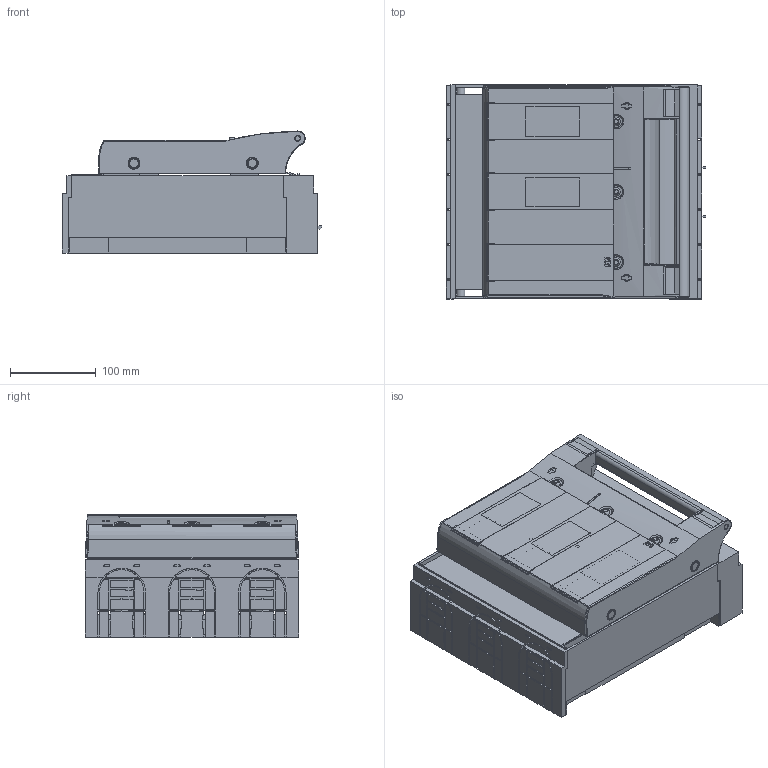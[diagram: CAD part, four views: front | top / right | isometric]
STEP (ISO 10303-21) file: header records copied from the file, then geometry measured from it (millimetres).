
FILE_DESCRIPTION((''),'2;1');
FILE_NAME('KETO-3-3_F_ASM','2021-03-29T',('marketing.praksa'),('Audax d.o.o.'),'CREO PARAMETRIC BY PTC INC, 2017480','CREO PARAMETRIC BY PTC INC, 2017480','');
FILE_SCHEMA(('AUTOMOTIVE_DESIGN { 1 0 10303 214 1 1 1 1 }'));
Products named in the file (55): 34206_L01_FRONTPLATTE_GR3_3-P_1; ETI_LOGO_1_1_1_1_1_1_1_2_3_4__8; ETI_LOGO_2_1_1_1_1_1_1_2_3_4__9; ETI_LOGO_3_1_1_1_1_1_1_2_3_4__9; 34208_L01_SCHEIBE_GR1_1_2_3_4_1; ASM0089_ASM; HAUPTKOERPER_NICHT_BENUTZ-25954; HAUPTKOERPER_NICHT_BENUTZ-26367; HAUPTKOERPER_NICHT_BENUTZ-26504; HAUPTKOERPER_NICHT_BENUTZ-26641; HAUPTKOERPER_NICHT_BENUTZ-26816; HAUPTKOERPER_NICHT_BENUTZ-26986; HAUPTKOERPER_NICHT_BENUTZ-27133; HAUPTKOERPER_NICHT_BENUTZ-27270; HAUPTKOERPER_NICHT_BENUTZ-27656; HAUPTKOERPER_NICHT_BENUTZ-27783; HAUPTKOERPER_NICHT_BENUTZ-27910; HAUPTKOERPER_NICHT_BENUTZ-28080; HAUPTKOERPER_NICHT_BENUTZ-28245; HAUPTKOERPER_NICHT_BENUTZ-28372; HAUPTKOERPER_NICHT_BENUTZ-28499; HAUPTKOERPER_NICHT_BENUTZ-28885; HAUPTKOERPER_NICHT_BENUTZ-29012; HAUPTKOERPER_NICHT_BENUTZ-29139; HAUPTKOERPER_NICHT_BENUTZ-29309; HAUPTKOERPER_NICHT_BENUTZEN_20; HAUPTKOERPER_NICHT_BENUTZEN_21; HAUPTKOERPER_NICHT_BENUTZEN_22; 34246_L_SCHUTZABDECKUNG_OBEN_GR_ASM; HAUPTKOERPER_NICHT_BENUTZ-35636; HAUPTKOERPER_NICHT_BENUTZ-43076; HAUPTKOERPER_NICHT_BENUTZ-43446; HAUPTKOERPER_NICHT_BENUTZ-43588; HAUPTKOERPER_NICHT_BENUTZ-43979; HAUPTKOERPER_NICHT_BENUTZ-44238; HAUPTKOERPER_NICHT_BENUTZ-44533; HAUPTKOERPER_NICHT_BENUTZ-45500; HAUPTKOERPER_NICHT_BENUTZ-45855; HAUPTKOERPER_NICHT_BENUTZ-45992; HAUPTKOERPER_NICHT_BENUTZ-46363 ...
Assembly tree (70 placements, depth 3):
  KETO-3-3_F_ASM
    ASM0089_ASM
      34206_L01_FRONTPLATTE_GR3_3-P_1
      ETI_LOGO_1_1_1_1_1_1_1_2_3_4__8
      ETI_LOGO_2_1_1_1_1_1_1_2_3_4__9
      ETI_LOGO_3_1_1_1_1_1_1_2_3_4__9
      34208_L01_SCHEIBE_GR1_1_2_3_4_1
    34246_L_SCHUTZABDECKUNG_OBEN_GR_ASM
      HAUPTKOERPER_NICHT_BENUTZ-25954
      HAUPTKOERPER_NICHT_BENUTZ-26367
      HAUPTKOERPER_NICHT_BENUTZ-26504
      HAUPTKOERPER_NICHT_BENUTZ-26641
      HAUPTKOERPER_NICHT_BENUTZ-26816
      HAUPTKOERPER_NICHT_BENUTZ-26986
      HAUPTKOERPER_NICHT_BENUTZ-27133
      HAUPTKOERPER_NICHT_BENUTZ-27270
      HAUPTKOERPER_NICHT_BENUTZ-27656
      HAUPTKOERPER_NICHT_BENUTZ-27783
      HAUPTKOERPER_NICHT_BENUTZ-27910
      HAUPTKOERPER_NICHT_BENUTZ-28080
      HAUPTKOERPER_NICHT_BENUTZ-28245
      HAUPTKOERPER_NICHT_BENUTZ-28372
      HAUPTKOERPER_NICHT_BENUTZ-28499
      HAUPTKOERPER_NICHT_BENUTZ-28885
      HAUPTKOERPER_NICHT_BENUTZ-29012
      HAUPTKOERPER_NICHT_BENUTZ-29139
      HAUPTKOERPER_NICHT_BENUTZ-29309
      HAUPTKOERPER_NICHT_BENUTZEN_20
      HAUPTKOERPER_NICHT_BENUTZEN_21
      HAUPTKOERPER_NICHT_BENUTZEN_22
    34247_L_SCHUTZABDECKUNG_UNTEN_G_ASM
      HAUPTKOERPER_NICHT_BENUTZ-35636
      HAUPTKOERPER_NICHT_BENUTZ-43076
      HAUPTKOERPER_NICHT_BENUTZ-43446
      HAUPTKOERPER_NICHT_BENUTZ-43588
      HAUPTKOERPER_NICHT_BENUTZ-43979
      HAUPTKOERPER_NICHT_BENUTZ-44238
      HAUPTKOERPER_NICHT_BENUTZ-44533
      HAUPTKOERPER_NICHT_BENUTZ-45500
      HAUPTKOERPER_NICHT_BENUTZ-45855
      HAUPTKOERPER_NICHT_BENUTZ-45992
      HAUPTKOERPER_NICHT_BENUTZ-46363
      HAUPTKOERPER_NICHT_BENUTZ-46612
      HAUPTKOERPER_NICHT_BENUTZ-46907
      HAUPTKOERPER_NICHT_BENUTZ-47849
      HAUPTKOERPER_NICHT_BENUTZ-48204
      HAUPTKOERPER_NICHT_BENUTZ-48341
      HAUPTKOERPER_NICHT_BENUTZ-48712
      HAUPTKOERPER_NICHT_BENUTZ-48961
      HAUPTKOERPER_NICHT_BENUTZ-49256
    34245_L01_GEHAEUSE
    34208_L_SCHEIBE_GR_1_1_2  x2
    65746_SECHSKANTSCHRAUBE_M10X2_1  x6
    66903_SPANNSCHEIBE_DIN6796_-1_1  x6
    158641-01_L_ANSCHLUSSLASCHE_GR3  x6
Bounding box: 302.45 x 249.5 x 142.46 mm (x, y, z)
Volume: 3040520 mm3; surface area: 937999 mm2
Topology: 67 solids, 74 shells, 2149 faces, 6078 edges, 4078 vertices
Faces by surface type: plane 1514, cylinder 372, cone 99, torus 78, bspline 54, sphere 22, extrusion 8, revolution 2
Entity records: 102461 total; most frequent: CARTESIAN_POINT 17453, ORIENTED_EDGE 10704, DIRECTION 9137, PRESENTATION_STYLE_ASSIGNMENT 7292, STYLED_ITEM 7292, CURVE_STYLE 5362, EDGE_CURVE 5352, VECTOR 3811
